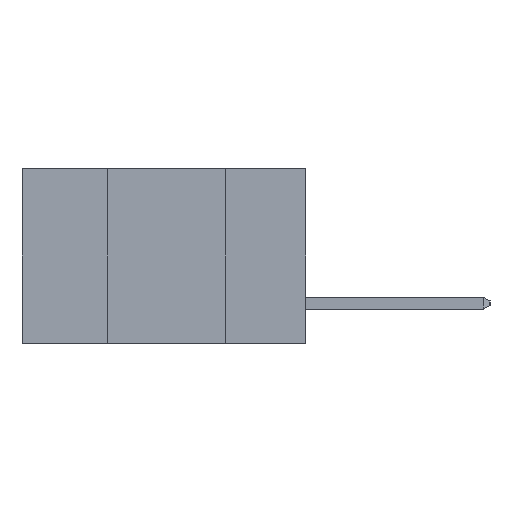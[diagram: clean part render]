
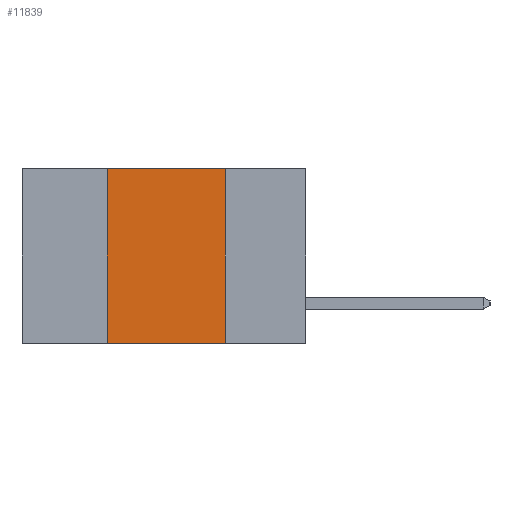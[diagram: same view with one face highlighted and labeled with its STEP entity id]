
A CAD part, left-side view. The second image highlights one B-rep face of the part: STEP entity #11839.
In plain terms, the highlighted planar face has unit normal (-1, 0, 0).
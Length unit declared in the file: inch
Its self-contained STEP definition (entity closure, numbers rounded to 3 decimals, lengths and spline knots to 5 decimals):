
#970 = FACE_OUTER_BOUND ( 'NONE', #17881, .T. ) ;
#1938 = DIRECTION ( 'NONE',  ( 0., 0., 1. ) ) ;
#2341 = CARTESIAN_POINT ( 'NONE',  ( 0., 0.6, 0. ) ) ;
#3107 = VECTOR ( 'NONE', #25056, 39.37008 ) ;
#3215 = CARTESIAN_POINT ( 'NONE',  ( 0., 0.6, 0. ) ) ;
#4665 = LINE ( 'NONE', #17411, #3107 ) ;
#4869 = DIRECTION ( 'NONE',  ( 0., 0., -1. ) ) ;
#5400 = VERTEX_POINT ( 'NONE', #30519 ) ;
#5714 = DIRECTION ( 'NONE',  ( 0., -1., 0. ) ) ;
#6316 = LINE ( 'NONE', #11917, #18068 ) ;
#6610 = VERTEX_POINT ( 'NONE', #11708 ) ;
#6956 = DIRECTION ( 'NONE',  ( 0., 0., -1. ) ) ;
#9023 = CARTESIAN_POINT ( 'NONE',  ( 0., 0.17, -0.37 ) ) ;
#10332 = LINE ( 'NONE', #17030, #14642 ) ;
#11708 = CARTESIAN_POINT ( 'NONE',  ( 0., 0.42, -0.37 ) ) ;
#11839 = ADVANCED_FACE ( 'NONE', ( #970 ), #12324, .F. ) ;
#11917 = CARTESIAN_POINT ( 'NONE',  ( 0., 0.42, 0. ) ) ;
#12324 = PLANE ( 'NONE',  #25857 ) ;
#14642 = VECTOR ( 'NONE', #6956, 39.37008 ) ;
#16225 = ORIENTED_EDGE ( 'NONE', *, *, #21130, .T. ) ;
#16435 = CARTESIAN_POINT ( 'NONE',  ( 0., 0.17, 0. ) ) ;
#16564 = ORIENTED_EDGE ( 'NONE', *, *, #22197, .F. ) ;
#16982 = ORIENTED_EDGE ( 'NONE', *, *, #27031, .F. ) ;
#17030 = CARTESIAN_POINT ( 'NONE',  ( 0., 0.17, 0. ) ) ;
#17411 = CARTESIAN_POINT ( 'NONE',  ( 0., 0.6, -0.37 ) ) ;
#17881 = EDGE_LOOP ( 'NONE', ( #16982, #20843, #16564, #16225 ) ) ;
#18068 = VECTOR ( 'NONE', #1938, 39.37008 ) ;
#19850 = DIRECTION ( 'NONE',  ( 1., 0., 0. ) ) ;
#20843 = ORIENTED_EDGE ( 'NONE', *, *, #32343, .F. ) ;
#21130 = EDGE_CURVE ( 'NONE', #6610, #27617, #4665, .T. ) ;
#21377 = VERTEX_POINT ( 'NONE', #16435 ) ;
#22197 = EDGE_CURVE ( 'NONE', #6610, #5400, #6316, .T. ) ;
#23892 = LINE ( 'NONE', #3215, #24686 ) ;
#24686 = VECTOR ( 'NONE', #5714, 39.37008 ) ;
#25056 = DIRECTION ( 'NONE',  ( 0., -1., 0. ) ) ;
#25857 = AXIS2_PLACEMENT_3D ( 'NONE', #2341, #19850, #4869 ) ;
#27031 = EDGE_CURVE ( 'NONE', #21377, #27617, #10332, .T. ) ;
#27617 = VERTEX_POINT ( 'NONE', #9023 ) ;
#30519 = CARTESIAN_POINT ( 'NONE',  ( 0., 0.42, 0. ) ) ;
#32343 = EDGE_CURVE ( 'NONE', #5400, #21377, #23892, .T. ) ;
